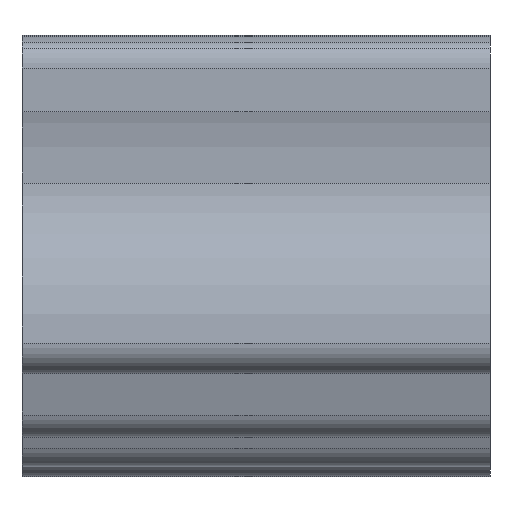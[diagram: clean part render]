
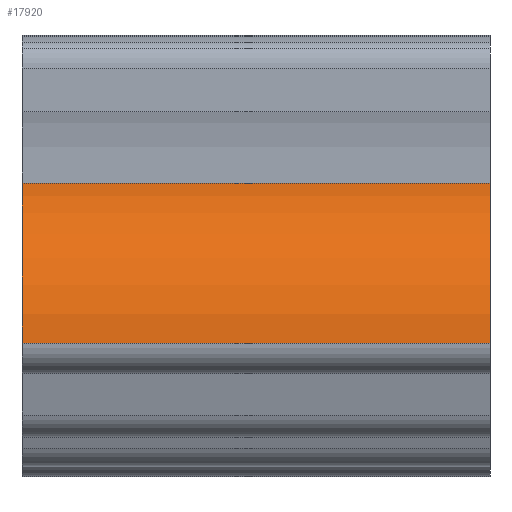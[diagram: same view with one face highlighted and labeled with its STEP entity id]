
A CAD part, top view. The second image highlights one B-rep face of the part: STEP entity #17920.
In plain terms, the highlighted cylindrical face has radius 8.431 mm (diameter 16.863 mm), a partial arc.
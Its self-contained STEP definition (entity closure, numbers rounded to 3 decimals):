
#3520=CARTESIAN_POINT('',(23.568,-5.049,0.));
#3530=VERTEX_POINT('',#3520);
#3560=CARTESIAN_POINT('',(20.569,-12.929,0.));
#3570=DIRECTION('',(0.,0.,1.));
#3580=DIRECTION('',(1.,0.,0.));
#3590=AXIS2_PLACEMENT_3D('',#3560,#3570,#3580);
#3600=CIRCLE('',#3590,8.431);
#3610=CARTESIAN_POINT('',(29.,-12.929,0.));
#3620=VERTEX_POINT('',#3610);
#3630=EDGE_CURVE('',#3620,#3530,#3600,.T.);
#10440=CARTESIAN_POINT('',(29.,-12.929,-23.));
#10450=VERTEX_POINT('',#10440);
#10480=CARTESIAN_POINT('',(20.569,-12.929,-23.));
#10490=DIRECTION('',(0.,0.,1.));
#10500=DIRECTION('',(1.,0.,0.));
#10510=AXIS2_PLACEMENT_3D('',#10480,#10490,#10500);
#10520=CIRCLE('',#10510,8.431);
#10530=CARTESIAN_POINT('',(23.568,-5.049,-23.));
#10540=VERTEX_POINT('',#10530);
#10550=EDGE_CURVE('',#10450,#10540,#10520,.T.);
#17580=CARTESIAN_POINT('',(29.,-12.929,0.));
#17590=DIRECTION('',(0.,0.,-1.));
#17600=VECTOR('',#17590,1.);
#17610=LINE('',#17580,#17600);
#17620=EDGE_CURVE('',#3620,#10450,#17610,.T.);
#17760=CARTESIAN_POINT('',(20.569,-12.929,0.));
#17770=DIRECTION('',(0.,0.,1.));
#17780=DIRECTION('',(1.,0.,0.));
#17790=AXIS2_PLACEMENT_3D('',#17760,#17770,#17780);
#17800=CYLINDRICAL_SURFACE('',#17790,8.431);
#17810=ORIENTED_EDGE('',*,*,#3630,.F.);
#17820=CARTESIAN_POINT('',(23.568,-5.049,0.));
#17830=DIRECTION('',(0.,0.,-1.));
#17840=VECTOR('',#17830,1.);
#17850=LINE('',#17820,#17840);
#17860=EDGE_CURVE('',#3530,#10540,#17850,.T.);
#17870=ORIENTED_EDGE('',*,*,#17860,.F.);
#17880=ORIENTED_EDGE('',*,*,#10550,.T.);
#17890=ORIENTED_EDGE('',*,*,#17620,.T.);
#17900=EDGE_LOOP('',(#17890,#17880,#17870,#17810));
#17910=FACE_OUTER_BOUND('',#17900,.T.);
#17920=ADVANCED_FACE('',(#17910),#17800,.T.);
